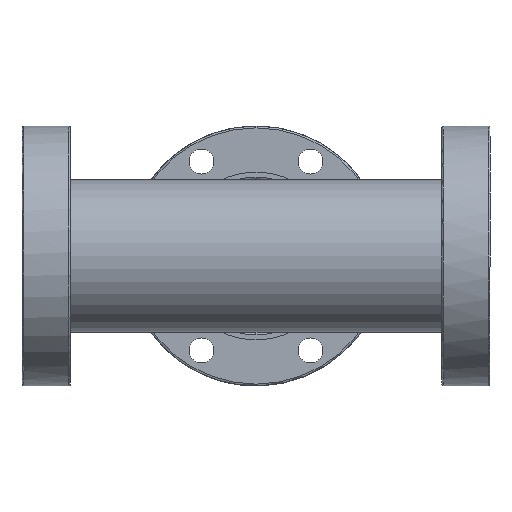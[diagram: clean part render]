
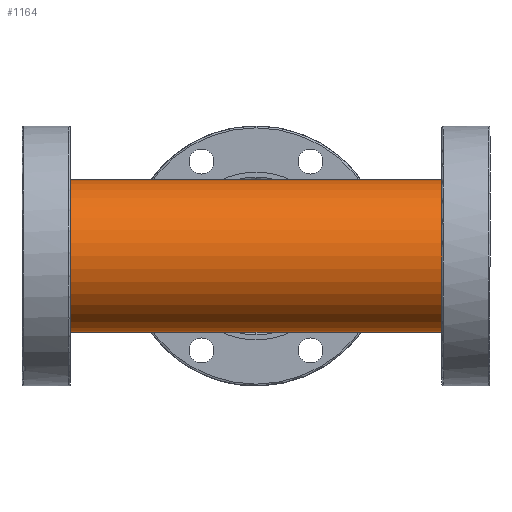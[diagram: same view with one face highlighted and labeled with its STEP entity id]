
A CAD part, front view. The second image highlights one B-rep face of the part: STEP entity #1164.
In plain terms, the highlighted cylindrical face has radius 20.5 mm (diameter 41 mm), a full revolution.
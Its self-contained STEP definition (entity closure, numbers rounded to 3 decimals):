
#819=CARTESIAN_POINT('',(0.0,0.0,-20.5));
#820=VERTEX_POINT('',#819);
#821=CARTESIAN_POINT('',(0.0,0.0,20.5));
#822=VERTEX_POINT('',#821);
#823=CARTESIAN_POINT('',(0.0,0.0,0.0));
#824=DIRECTION('',(0.584,0.812,0.0));
#825=DIRECTION('',(-0.812,0.584,0.0));
#826=AXIS2_PLACEMENT_3D('',#823,#824,#825);
#827=ELLIPSE('',#826,35.107,20.5);
#828=EDGE_CURVE('',#820,#822,#827,.T.);
#1051=CARTESIAN_POINT('',(0.0,0.0,0.0));
#1052=DIRECTION('',(-0.584,0.812,0.0));
#1053=DIRECTION('',(0.812,0.584,0.0));
#1054=AXIS2_PLACEMENT_3D('',#1051,#1052,#1053);
#1055=ELLIPSE('',#1054,35.107,20.5);
#1056=EDGE_CURVE('',#822,#820,#1055,.T.);
#1133=CARTESIAN_POINT('',(0.0,0.0,0.0));
#1134=DIRECTION('',(1.0,0.0,0.0));
#1135=DIRECTION('',(0.0,-1.0,0.0));
#1136=AXIS2_PLACEMENT_3D('',#1133,#1134,#1135);
#1137=CYLINDRICAL_SURFACE('',#1136,20.5);
#1138=CARTESIAN_POINT('',(58.2,20.5,0.));
#1139=VERTEX_POINT('',#1138);
#1140=CARTESIAN_POINT('',(58.2,0.0,0.0));
#1141=DIRECTION('',(-1.0,0.0,0.0));
#1142=DIRECTION('',(0.0,-1.0,0.0));
#1143=AXIS2_PLACEMENT_3D('',#1140,#1141,#1142);
#1144=CIRCLE('',#1143,20.5);
#1145=EDGE_CURVE('',#1139,#1139,#1144,.T.);
#1146=ORIENTED_EDGE('',*,*,#1145,.T.);
#1147=EDGE_LOOP('',(#1146));
#1148=FACE_OUTER_BOUND('',#1147,.T.);
#1149=ORIENTED_EDGE('',*,*,#828,.F.);
#1150=ORIENTED_EDGE('',*,*,#1056,.F.);
#1151=EDGE_LOOP('',(#1149,#1150));
#1152=FACE_BOUND('',#1151,.T.);
#1153=CARTESIAN_POINT('',(-58.2,20.5,0.));
#1154=VERTEX_POINT('',#1153);
#1155=CARTESIAN_POINT('',(-58.2,0.0,0.0));
#1156=DIRECTION('',(1.0,0.0,0.0));
#1157=DIRECTION('',(0.0,-1.0,0.0));
#1158=AXIS2_PLACEMENT_3D('',#1155,#1156,#1157);
#1159=CIRCLE('',#1158,20.5);
#1160=EDGE_CURVE('',#1154,#1154,#1159,.T.);
#1161=ORIENTED_EDGE('',*,*,#1160,.T.);
#1162=EDGE_LOOP('',(#1161));
#1163=FACE_BOUND('',#1162,.T.);
#1164=ADVANCED_FACE('',(#1148,#1152,#1163),#1137,.T.);
